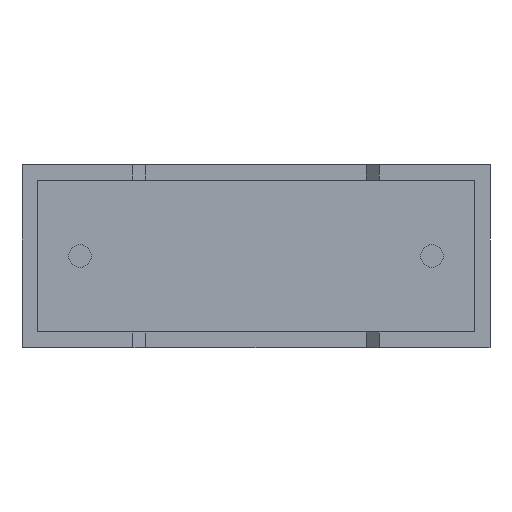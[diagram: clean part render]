
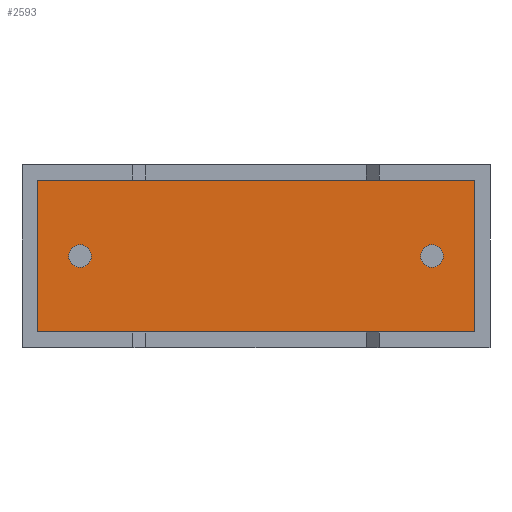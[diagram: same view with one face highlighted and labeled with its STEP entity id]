
A CAD part, front view. The second image highlights one B-rep face of the part: STEP entity #2593.
In plain terms, the highlighted planar face has unit normal (0, -1, 0).
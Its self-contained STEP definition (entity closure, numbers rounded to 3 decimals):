
#2 = VERTEX_POINT ( 'NONE', #903 ) ;
#104 = EDGE_CURVE ( 'NONE', #703, #2, #1445, .T. ) ;
#226 = VERTEX_POINT ( 'NONE', #2377 ) ;
#382 = CARTESIAN_POINT ( 'NONE',  ( 0.443, 0.75, 4.757 ) ) ;
#493 = EDGE_CURVE ( 'NONE', #226, #2785, #1363, .T. ) ;
#556 = ORIENTED_EDGE ( 'NONE', *, *, #2057, .F. ) ;
#579 = DIRECTION ( 'NONE',  ( 0., 0., -1. ) ) ;
#600 = CARTESIAN_POINT ( 'NONE',  ( 1.65, 0.75, 2.275 ) ) ;
#605 = CIRCLE ( 'NONE', #2793, 0.325 ) ;
#610 = DIRECTION ( 'NONE',  ( 0., -1., 0. ) ) ;
#665 = CIRCLE ( 'NONE', #1675, 0.325 ) ;
#703 = VERTEX_POINT ( 'NONE', #909 ) ;
#707 = AXIS2_PLACEMENT_3D ( 'NONE', #874, #2728, #2016 ) ;
#762 = FACE_OUTER_BOUND ( 'NONE', #1055, .T. ) ;
#768 = CARTESIAN_POINT ( 'NONE',  ( 11.65, 0.75, 2.6 ) ) ;
#773 = CARTESIAN_POINT ( 'NONE',  ( 11.65, 0.75, 2.275 ) ) ;
#790 = CARTESIAN_POINT ( 'NONE',  ( 0., 0.75, 0. ) ) ;
#794 = ORIENTED_EDGE ( 'NONE', *, *, #2723, .T. ) ;
#807 = AXIS2_PLACEMENT_3D ( 'NONE', #889, #610, #2046 ) ;
#843 = DIRECTION ( 'NONE',  ( 0., 0., -1. ) ) ;
#863 = DIRECTION ( 'NONE',  ( 0., 0., -1. ) ) ;
#874 = CARTESIAN_POINT ( 'NONE',  ( 1.65, 0.75, 2.6 ) ) ;
#889 = CARTESIAN_POINT ( 'NONE',  ( 11.65, 0.75, 2.6 ) ) ;
#903 = CARTESIAN_POINT ( 'NONE',  ( 12.857, 0.75, 0.443 ) ) ;
#909 = CARTESIAN_POINT ( 'NONE',  ( 0.443, 0.75, 0.443 ) ) ;
#920 = PLANE ( 'NONE',  #1335 ) ;
#1055 = EDGE_LOOP ( 'NONE', ( #794, #1781, #2713, #2741 ) ) ;
#1072 = CIRCLE ( 'NONE', #707, 0.325 ) ;
#1091 = LINE ( 'NONE', #1986, #3032 ) ;
#1120 = EDGE_LOOP ( 'NONE', ( #2900, #1961 ) ) ;
#1155 = DIRECTION ( 'NONE',  ( 0., -1., 0. ) ) ;
#1185 = VERTEX_POINT ( 'NONE', #2107 ) ;
#1261 = DIRECTION ( 'NONE',  ( 0., -1., 0. ) ) ;
#1264 = DIRECTION ( 'NONE',  ( -1., 0., 0. ) ) ;
#1335 = AXIS2_PLACEMENT_3D ( 'NONE', #790, #1261, #579 ) ;
#1363 = LINE ( 'NONE', #2754, #1950 ) ;
#1445 = LINE ( 'NONE', #1619, #1802 ) ;
#1543 = VERTEX_POINT ( 'NONE', #773 ) ;
#1619 = CARTESIAN_POINT ( 'NONE',  ( 0.443, 0.75, 0.443 ) ) ;
#1628 = LINE ( 'NONE', #382, #1679 ) ;
#1675 = AXIS2_PLACEMENT_3D ( 'NONE', #768, #2675, #2663 ) ;
#1679 = VECTOR ( 'NONE', #863, 1000. ) ;
#1777 = DIRECTION ( 'NONE',  ( 0., 0., 1. ) ) ;
#1781 = ORIENTED_EDGE ( 'NONE', *, *, #104, .T. ) ;
#1802 = VECTOR ( 'NONE', #2374, 1000. ) ;
#1889 = CARTESIAN_POINT ( 'NONE',  ( 11.65, 0.75, 2.925 ) ) ;
#1950 = VECTOR ( 'NONE', #1264, 1000. ) ;
#1961 = ORIENTED_EDGE ( 'NONE', *, *, #2796, .F. ) ;
#1986 = CARTESIAN_POINT ( 'NONE',  ( 12.857, 0.75, 0.443 ) ) ;
#2014 = CIRCLE ( 'NONE', #807, 0.325 ) ;
#2016 = DIRECTION ( 'NONE',  ( 0., 0., -1. ) ) ;
#2045 = EDGE_LOOP ( 'NONE', ( #2648, #556 ) ) ;
#2046 = DIRECTION ( 'NONE',  ( 0., 0., -1. ) ) ;
#2057 = EDGE_CURVE ( 'NONE', #1543, #2527, #2014, .T. ) ;
#2088 = CARTESIAN_POINT ( 'NONE',  ( 0.443, 0.75, 4.757 ) ) ;
#2107 = CARTESIAN_POINT ( 'NONE',  ( 1.65, 0.75, 2.925 ) ) ;
#2127 = FACE_BOUND ( 'NONE', #1120, .T. ) ;
#2286 = EDGE_CURVE ( 'NONE', #2527, #1543, #665, .T. ) ;
#2374 = DIRECTION ( 'NONE',  ( 1., 0., 0. ) ) ;
#2377 = CARTESIAN_POINT ( 'NONE',  ( 12.857, 0.75, 4.757 ) ) ;
#2469 = EDGE_CURVE ( 'NONE', #1185, #2760, #1072, .T. ) ;
#2527 = VERTEX_POINT ( 'NONE', #1889 ) ;
#2593 = ADVANCED_FACE ( 'NONE', ( #2873, #762, #2127 ), #920, .T. ) ;
#2596 = EDGE_CURVE ( 'NONE', #2, #226, #1091, .T. ) ;
#2648 = ORIENTED_EDGE ( 'NONE', *, *, #2286, .F. ) ;
#2663 = DIRECTION ( 'NONE',  ( 0., 0., -1. ) ) ;
#2675 = DIRECTION ( 'NONE',  ( 0., -1., 0. ) ) ;
#2713 = ORIENTED_EDGE ( 'NONE', *, *, #2596, .T. ) ;
#2723 = EDGE_CURVE ( 'NONE', #2785, #703, #1628, .T. ) ;
#2728 = DIRECTION ( 'NONE',  ( 0., -1., 0. ) ) ;
#2741 = ORIENTED_EDGE ( 'NONE', *, *, #493, .T. ) ;
#2754 = CARTESIAN_POINT ( 'NONE',  ( 12.857, 0.75, 4.757 ) ) ;
#2760 = VERTEX_POINT ( 'NONE', #600 ) ;
#2785 = VERTEX_POINT ( 'NONE', #2088 ) ;
#2793 = AXIS2_PLACEMENT_3D ( 'NONE', #2795, #1155, #843 ) ;
#2795 = CARTESIAN_POINT ( 'NONE',  ( 1.65, 0.75, 2.6 ) ) ;
#2796 = EDGE_CURVE ( 'NONE', #2760, #1185, #605, .T. ) ;
#2873 = FACE_BOUND ( 'NONE', #2045, .T. ) ;
#2900 = ORIENTED_EDGE ( 'NONE', *, *, #2469, .F. ) ;
#3032 = VECTOR ( 'NONE', #1777, 1000. ) ;
